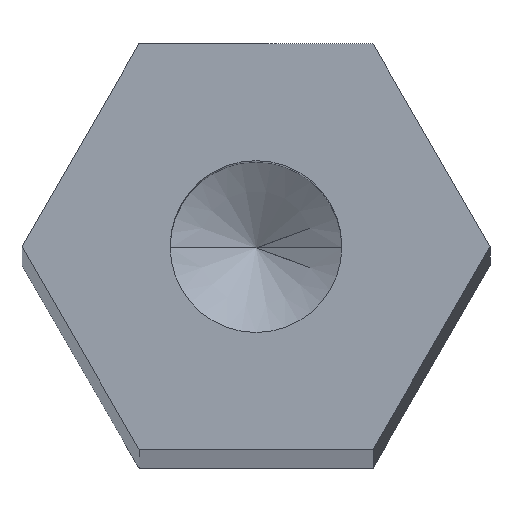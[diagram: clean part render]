
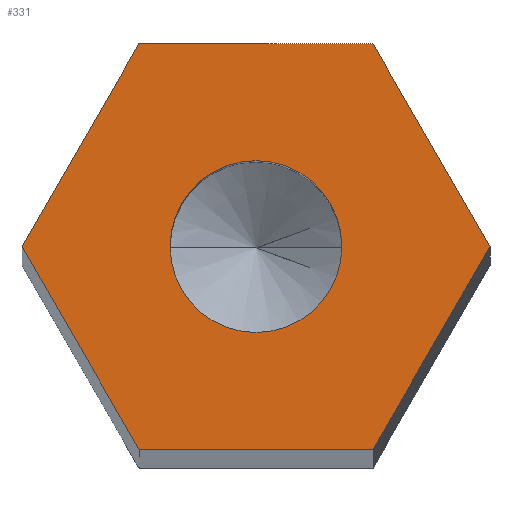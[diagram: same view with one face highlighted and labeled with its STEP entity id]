
A CAD part, top view. The second image highlights one B-rep face of the part: STEP entity #331.
In plain terms, the highlighted planar face has unit normal (0, 0, 1).
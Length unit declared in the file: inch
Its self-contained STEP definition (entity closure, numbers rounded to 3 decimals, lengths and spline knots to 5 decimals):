
#11 = ORIENTED_EDGE ( 'NONE', *, *, #421, .T. ) ;
#29 = VERTEX_POINT ( 'NONE', #406 ) ;
#34 = CARTESIAN_POINT ( 'NONE',  ( -0.0795, 0., 10. ) ) ;
#42 = ORIENTED_EDGE ( 'NONE', *, *, #227, .T. ) ;
#50 = FACE_OUTER_BOUND ( 'NONE', #167, .T. ) ;
#56 = ORIENTED_EDGE ( 'NONE', *, *, #108, .T. ) ;
#63 = DIRECTION ( 'NONE',  ( 0., 0., 1. ) ) ;
#71 = VERTEX_POINT ( 'NONE', #155 ) ;
#72 = EDGE_CURVE ( 'NONE', #430, #239, #320, .T. ) ;
#81 = CARTESIAN_POINT ( 'NONE',  ( 0.21651, 0., 10. ) ) ;
#88 = EDGE_CURVE ( 'NONE', #158, #29, #453, .T. ) ;
#97 = DIRECTION ( 'NONE',  ( 0.5, -0.866, 0. ) ) ;
#104 = CARTESIAN_POINT ( 'NONE',  ( -0.10825, -0.1875, 10. ) ) ;
#108 = EDGE_CURVE ( 'NONE', #239, #112, #215, .T. ) ;
#112 = VERTEX_POINT ( 'NONE', #291 ) ;
#130 = FACE_BOUND ( 'NONE', #452, .T. ) ;
#155 = CARTESIAN_POINT ( 'NONE',  ( 0.21651, 0., 10. ) ) ;
#157 = VECTOR ( 'NONE', #440, 39.37008 ) ;
#158 = VERTEX_POINT ( 'NONE', #104 ) ;
#161 = ORIENTED_EDGE ( 'NONE', *, *, #88, .T. ) ;
#167 = EDGE_LOOP ( 'NONE', ( #42, #318, #56, #243, #161, #11 ) ) ;
#170 = EDGE_CURVE ( 'NONE', #378, #299, #232, .T. ) ;
#175 = VECTOR ( 'NONE', #97, 39.37008 ) ;
#177 = CARTESIAN_POINT ( 'NONE',  ( -0.21651, 0., 10. ) ) ;
#190 = CARTESIAN_POINT ( 'NONE',  ( 0., 0., 10. ) ) ;
#215 = LINE ( 'NONE', #372, #387 ) ;
#216 = PLANE ( 'NONE',  #462 ) ;
#227 = EDGE_CURVE ( 'NONE', #71, #430, #369, .T. ) ;
#232 = CIRCLE ( 'NONE', #319, 0.0795 ) ;
#238 = CARTESIAN_POINT ( 'NONE',  ( 0., 0., 10. ) ) ;
#239 = VERTEX_POINT ( 'NONE', #441 ) ;
#243 = ORIENTED_EDGE ( 'NONE', *, *, #428, .T. ) ;
#290 = ORIENTED_EDGE ( 'NONE', *, *, #323, .F. ) ;
#291 = CARTESIAN_POINT ( 'NONE',  ( -0.21651, 0., 10. ) ) ;
#292 = CARTESIAN_POINT ( 'NONE',  ( 0.10825, 0.1875, 10. ) ) ;
#296 = DIRECTION ( 'NONE',  ( 1., 0., 0. ) ) ;
#299 = VERTEX_POINT ( 'NONE', #34 ) ;
#307 = AXIS2_PLACEMENT_3D ( 'NONE', #238, #480, #296 ) ;
#318 = ORIENTED_EDGE ( 'NONE', *, *, #72, .T. ) ;
#319 = AXIS2_PLACEMENT_3D ( 'NONE', #190, #63, #366 ) ;
#320 = LINE ( 'NONE', #477, #157 ) ;
#323 = EDGE_CURVE ( 'NONE', #299, #378, #415, .T. ) ;
#331 = ADVANCED_FACE ( 'NONE', ( #130, #50 ), #216, .T. ) ;
#335 = CARTESIAN_POINT ( 'NONE',  ( 0.0795, 0., 10. ) ) ;
#337 = DIRECTION ( 'NONE',  ( -0.5, -0.866, 0. ) ) ;
#342 = DIRECTION ( 'NONE',  ( 0., 0., 1. ) ) ;
#352 = VECTOR ( 'NONE', #488, 39.37008 ) ;
#366 = DIRECTION ( 'NONE',  ( 1., 0., 0. ) ) ;
#369 = LINE ( 'NONE', #81, #496 ) ;
#372 = CARTESIAN_POINT ( 'NONE',  ( -0.10825, 0.1875, 10. ) ) ;
#378 = VERTEX_POINT ( 'NONE', #335 ) ;
#380 = DIRECTION ( 'NONE',  ( 1., 0., 0. ) ) ;
#387 = VECTOR ( 'NONE', #337, 39.37008 ) ;
#403 = ORIENTED_EDGE ( 'NONE', *, *, #170, .F. ) ;
#406 = CARTESIAN_POINT ( 'NONE',  ( 0.10825, -0.1875, 10. ) ) ;
#415 = CIRCLE ( 'NONE', #307, 0.0795 ) ;
#416 = CARTESIAN_POINT ( 'NONE',  ( 0., 0., 10. ) ) ;
#417 = CARTESIAN_POINT ( 'NONE',  ( -0.10825, -0.1875, 10. ) ) ;
#421 = EDGE_CURVE ( 'NONE', #29, #71, #490, .T. ) ;
#428 = EDGE_CURVE ( 'NONE', #112, #158, #459, .T. ) ;
#430 = VERTEX_POINT ( 'NONE', #292 ) ;
#440 = DIRECTION ( 'NONE',  ( -1., 0., 0. ) ) ;
#441 = CARTESIAN_POINT ( 'NONE',  ( -0.10825, 0.1875, 10. ) ) ;
#447 = VECTOR ( 'NONE', #458, 39.37008 ) ;
#448 = DIRECTION ( 'NONE',  ( -0.5, 0.866, 0. ) ) ;
#452 = EDGE_LOOP ( 'NONE', ( #403, #290 ) ) ;
#453 = LINE ( 'NONE', #417, #447 ) ;
#457 = CARTESIAN_POINT ( 'NONE',  ( 0.10825, -0.1875, 10. ) ) ;
#458 = DIRECTION ( 'NONE',  ( 1., 0., 0. ) ) ;
#459 = LINE ( 'NONE', #177, #175 ) ;
#462 = AXIS2_PLACEMENT_3D ( 'NONE', #416, #342, #380 ) ;
#477 = CARTESIAN_POINT ( 'NONE',  ( 0.10825, 0.1875, 10. ) ) ;
#480 = DIRECTION ( 'NONE',  ( 0., 0., 1. ) ) ;
#488 = DIRECTION ( 'NONE',  ( 0.5, 0.866, 0. ) ) ;
#490 = LINE ( 'NONE', #457, #352 ) ;
#496 = VECTOR ( 'NONE', #448, 39.37008 ) ;
